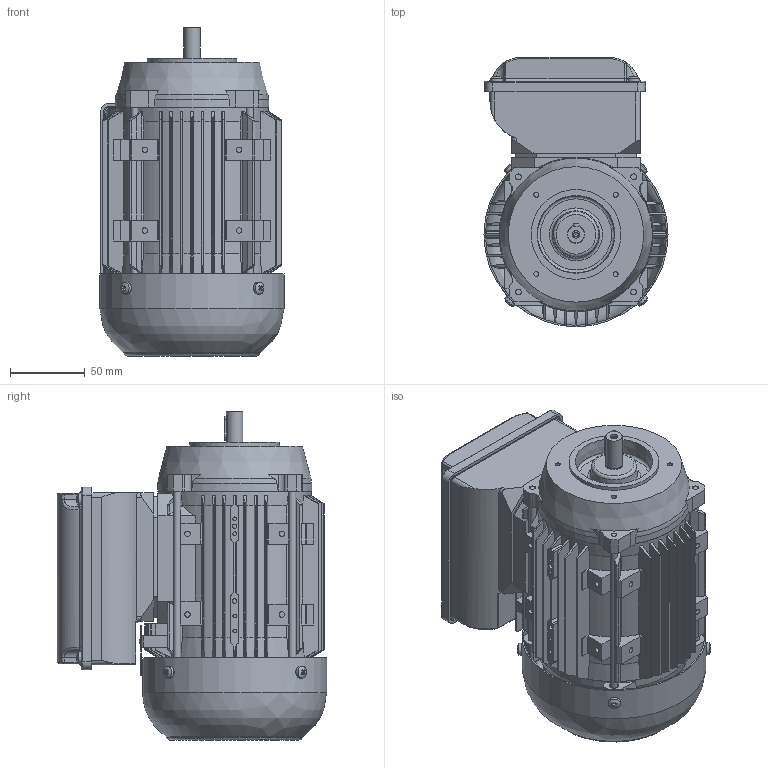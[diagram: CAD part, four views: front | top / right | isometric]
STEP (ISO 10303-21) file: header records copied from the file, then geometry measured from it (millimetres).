
FILE_DESCRIPTION(/* description */ (''),/* implementation_level */ '2;1');
FILE_NAME(/* name */ 'DIS GORUNUS QM63 FC.stp',/* time_stamp */ '2023-09-25T16:41:28+03:00',/* author */ (''),/* organization */ (''),/* preprocessor_version */ 'ST-DEVELOPER v18.102',/* originating_system */ 'SIEMENS PLM Software NX2206.8101',/* authorisation */ '');
FILE_SCHEMA (('AUTOMOTIVE_DESIGN { 1 0 10303 214 3 1 1 1 }'));
Products named in the file (11): BY6434017xx_004-TK_QM63-80; BY6424130xx_004-TKK_QM63-80; BY6424111xx_004-MOTOR_KAPAGI_QS63FC_ISLEME; BY6423003xx_006-FAN_KAPAGI_QS63; 641304740_AZ-KAMA PARALEL A 4x4x16 St50 DIN6885; AR-000001532702_001-QE63 MIL; BY6425004xx_005-FAN_QS63; 6415186xx_AD-TERMINAL_KUTUSU_CONTASI_QS_63-80; AR-000001532693_001-MOTOR KAPAGI QE63 KTA; BY6444008xx_006-GOVDE_QS63; AR-000001546823_001-DIS GORUNUS QM63 FC
Assembly tree (10 placements, depth 2):
  AR-000001546823_001-DIS GORUNUS QM63 FC
    BY6444008xx_006-GOVDE_QS63
    AR-000001532693_001-MOTOR KAPAGI QE63 KTA
    6415186xx_AD-TERMINAL_KUTUSU_CONTASI_QS_63-80
    BY6425004xx_005-FAN_QS63
    AR-000001532702_001-QE63 MIL
    641304740_AZ-KAMA PARALEL A 4x4x16 St50 DIN6885
    BY6423003xx_006-FAN_KAPAGI_QS63
    BY6424111xx_004-MOTOR_KAPAGI_QS63FC_ISLEME
    BY6424130xx_004-TKK_QM63-80
    BY6434017xx_004-TK_QM63-80
Bounding box: 123 x 180 x 219.47 mm (x, y, z)
Volume: 548327 mm3; surface area: 399387.3 mm2
Topology: 34 solids, 34 shells, 2043 faces, 5547 edges, 3632 vertices
Faces by surface type: plane 1089, cylinder 725, bspline 103, cone 98, extrusion 24, torus 2, sphere 2
Full cylindrical faces by diameter (mm): 2.5 x10, 3 x13, 3.3 x9, 3.5 x4, 3.65 x14, 3.8 x4, 4 x8, 4.5 x8, 4.65 x4, 4.8 x8, 5 x2, 8 x9, 10.2 x1, 11 x1, 11.2 x1, 12 x2, 12.2 x1, 14.96 x1, 18 x1, 19.84 x1, 20.1 x1, 21.16 x1, 22.1 x1, 25.28 x1, 26 x2, 30 x2, 32 x1, 60 x1, 65 x1, 94.7 x1
Entity records: 70365 total; most frequent: CARTESIAN_POINT 18524, ORIENTED_EDGE 10650, DIRECTION 9943, EDGE_CURVE 5325, VERTEX_POINT 3610, AXIS2_PLACEMENT_3D 3552, VECTOR 2839, LINE 2815
